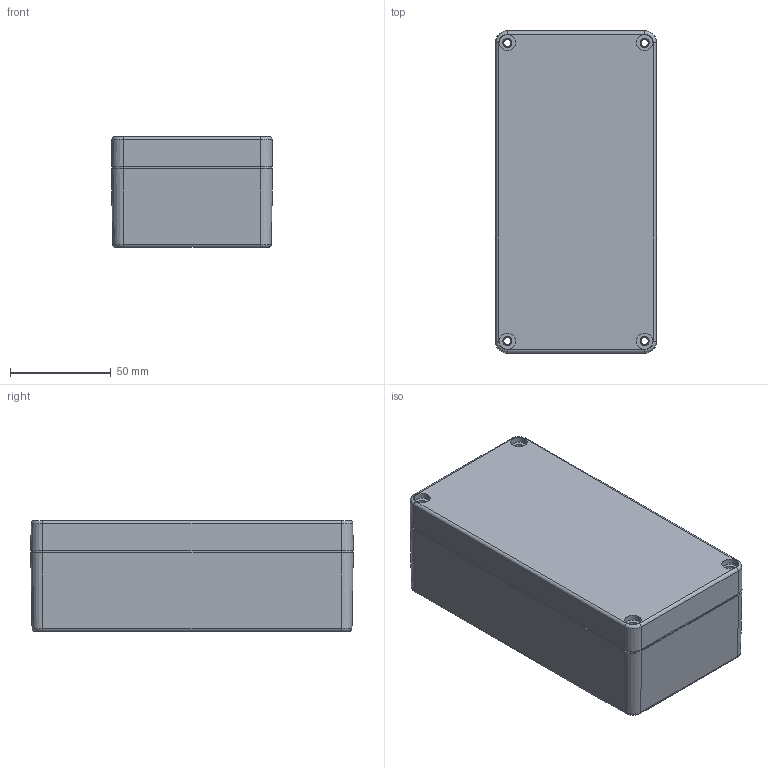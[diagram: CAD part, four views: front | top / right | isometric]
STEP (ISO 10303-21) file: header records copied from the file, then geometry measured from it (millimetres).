
FILE_DESCRIPTION (( 'STEP AP214' ), '1' );
FILE_NAME ('G258.STEP', '2009-09-09T02:17:22', ( 'NEF User' ), ( 'NEF User' ), 'SwSTEP 2.0', 'SolidWorks 2009', '' );
FILE_SCHEMA (( 'AUTOMOTIVE_DESIGN' ));
Length unit declared in the file: millimetre
Products named in the file (1): G258
Bounding box: 80 x 160 x 55 mm (x, y, z)
Volume: 158484.1 mm3; surface area: 113779.9 mm2
Topology: 2 solids, 2 shells, 510 faces, 1272 edges, 810 vertices
Faces by surface type: cone 188, plane 170, cylinder 144, torus 8
Entity records: 15515 total; most frequent: CARTESIAN_POINT 2939, DIRECTION 2810, ORIENTED_EDGE 2508, EDGE_CURVE 1254, AXIS2_PLACEMENT_3D 1133, VERTEX_POINT 810, CIRCLE 622, EDGE_LOOP 596
